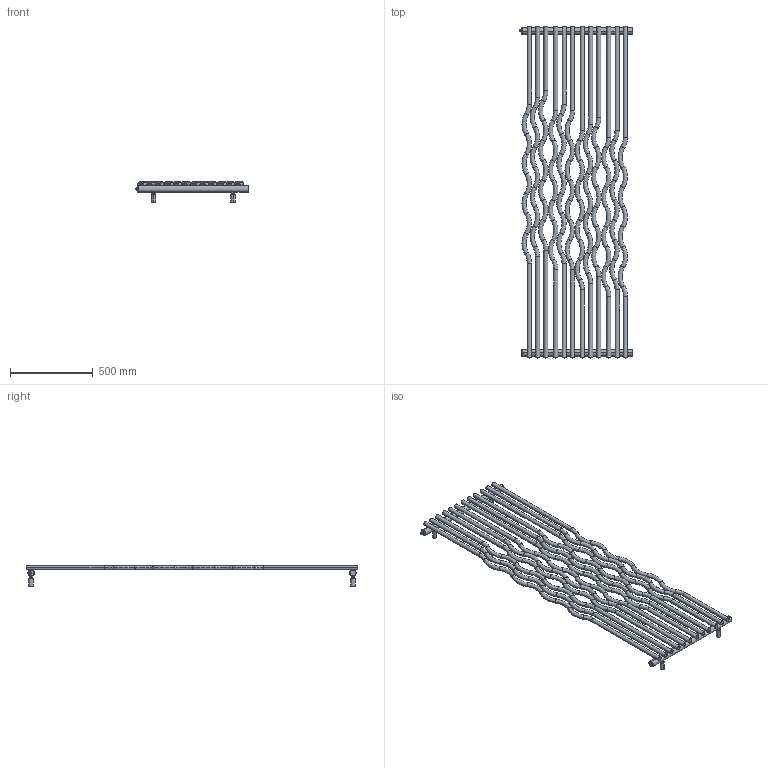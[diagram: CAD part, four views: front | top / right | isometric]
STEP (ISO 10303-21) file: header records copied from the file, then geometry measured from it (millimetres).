
FILE_DESCRIPTION((''),'2;1');
FILE_NAME('3620750000001_X3D_ASM','2022-03-15T12:19:51',('pc104'),(''),'CREO PARAMETRIC BY PTC INC, 2019080','CREO PARAMETRIC BY PTC INC, 2019080','');
FILE_SCHEMA(('AUTOMOTIVE_DESIGN { 1 0 10303 214 1 1 1 1 }'));
Length unit declared in the file: millimetre
Products named in the file (3): RIO_671_2000; 1041001240005; 3620750000001_X3D_ASM
Assembly tree (2 placements, depth 2):
  3620750000001_X3D_ASM
    RIO_671_2000
    1041001240005
Bounding box: 687.5 x 2003.2 x 124 mm (x, y, z)
Volume: 13709378.7 mm3; surface area: 2127626 mm2
Topology: 15 solids, 15 shells, 426 faces, 972 edges, 598 vertices
Faces by surface type: torus 282, cylinder 80, plane 61, cone 3
Entity records: 17328 total; most frequent: DIRECTION 2719, CARTESIAN_POINT 2248, ORIENTED_EDGE 1680, AXIS2_PLACEMENT_3D 1281, PRESENTATION_STYLE_ASSIGNMENT 1000, STYLED_ITEM 998, CURVE_STYLE 983, EDGE_CURVE 840
